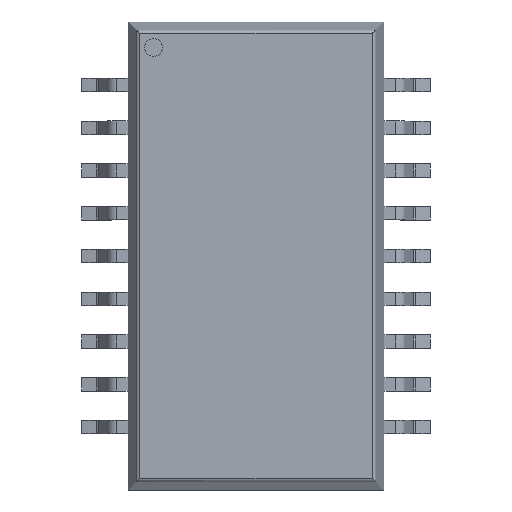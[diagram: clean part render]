
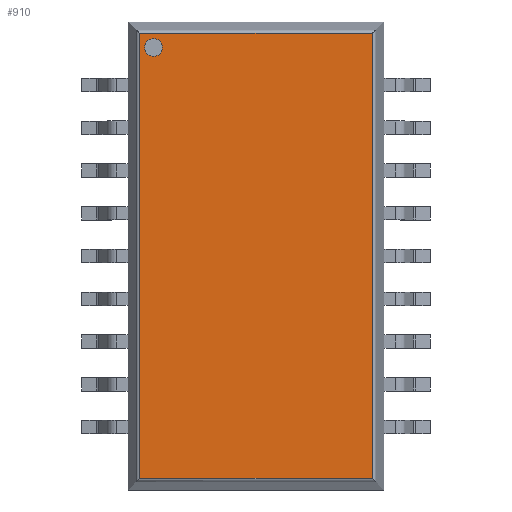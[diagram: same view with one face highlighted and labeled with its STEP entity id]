
A CAD part, top view. The second image highlights one B-rep face of the part: STEP entity #910.
In plain terms, the highlighted planar face has unit normal (0, 0, 1).
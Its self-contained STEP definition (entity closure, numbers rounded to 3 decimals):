
#860=CARTESIAN_POINT('',(-3.04,5.926,2.8));
#861=VERTEX_POINT('',#860);
#862=CARTESIAN_POINT('',(-3.04,6.19,2.8));
#863=DIRECTION('',(0.0,-0.0,1.0));
#864=DIRECTION('',(0.0,-1.0,-0.0));
#865=AXIS2_PLACEMENT_3D('',#862,#863,#864);
#866=CIRCLE('',#865,0.264);
#867=EDGE_CURVE('n� 674',#861,#861,#866,.T.);
#868=ORIENTED_EDGE('',*,*,#867,.F.);
#869=EDGE_LOOP('',(#868));
#870=FACE_OUTER_BOUND('',#869,.T.);
#871=CARTESIAN_POINT('',(-3.459,6.609,2.8));
#872=VERTEX_POINT('',#871);
#873=CARTESIAN_POINT('',(-3.459,-6.609,2.8));
#874=VERTEX_POINT('',#873);
#875=CARTESIAN_POINT('',(-3.459,-6.69,2.8));
#876=DIRECTION('',(0.0,-1.0,-0.0));
#877=VECTOR('',#876,1.0);
#878=LINE('',#875,#877);
#879=EDGE_CURVE('n� 467',#872,#874,#878,.T.);
#880=ORIENTED_EDGE('',*,*,#879,.T.);
#881=CARTESIAN_POINT('',(3.459,-6.609,2.8));
#882=VERTEX_POINT('',#881);
#883=CARTESIAN_POINT('',(3.54,-6.609,2.8));
#884=DIRECTION('',(1.0,0.0,0.0));
#885=VECTOR('',#884,1.0);
#886=LINE('',#883,#885);
#887=EDGE_CURVE('n� 470',#874,#882,#886,.T.);
#888=ORIENTED_EDGE('',*,*,#887,.T.);
#889=CARTESIAN_POINT('',(3.459,6.609,2.8));
#890=VERTEX_POINT('',#889);
#891=CARTESIAN_POINT('',(3.459,6.69,2.8));
#892=DIRECTION('',(-0.0,1.0,0.0));
#893=VECTOR('',#892,1.0);
#894=LINE('',#891,#893);
#895=EDGE_CURVE('n� 459',#882,#890,#894,.T.);
#896=ORIENTED_EDGE('',*,*,#895,.T.);
#897=CARTESIAN_POINT('',(-3.54,6.609,2.8));
#898=DIRECTION('',(-1.0,-0.0,0.0));
#899=VECTOR('',#898,1.0);
#900=LINE('',#897,#899);
#901=EDGE_CURVE('n� 463',#890,#872,#900,.T.);
#902=ORIENTED_EDGE('',*,*,#901,.T.);
#903=EDGE_LOOP('',(#880,#888,#896,#902));
#904=FACE_BOUND('',#903,.T.);
#905=CARTESIAN_POINT('',(-3.8,6.95,2.8));
#906=DIRECTION('',(0.0,0.0,-1.0));
#907=DIRECTION('',(0.0,1.0,0.0));
#908=AXIS2_PLACEMENT_3D('',#905,#906,#907);
#909=PLANE('',#908);
#910=ADVANCED_FACE('n� 1',(#870,#904),#909,.F.);
